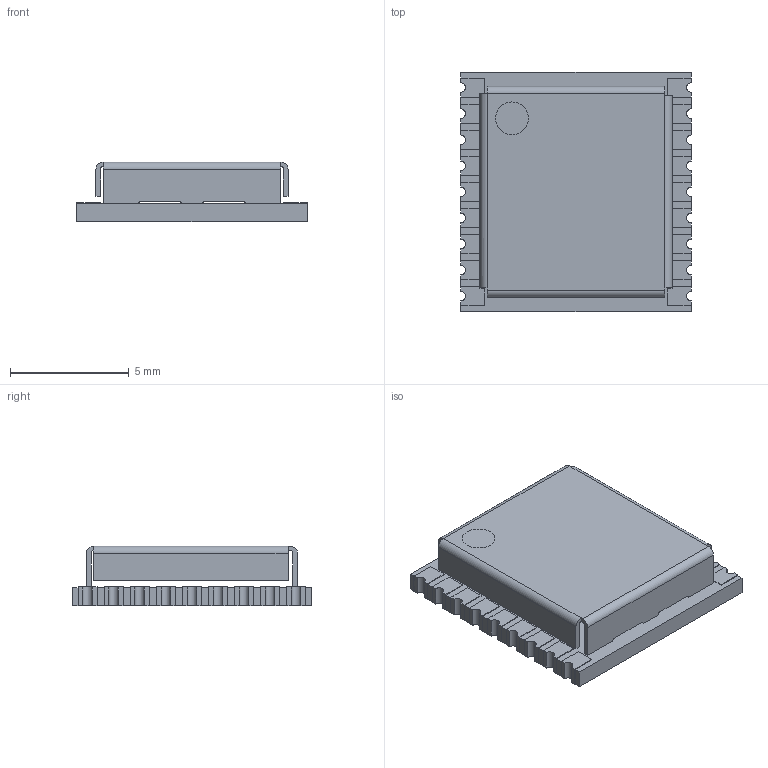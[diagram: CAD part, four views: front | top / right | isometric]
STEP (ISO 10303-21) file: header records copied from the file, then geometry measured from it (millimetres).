
FILE_DESCRIPTION(('FreeCAD Model'),'2;1');
FILE_NAME('ublox_MAX_M8.step','2021-02-10T19:17:30',('kicad StepUp'),('ksu MCAD'), 'Open CASCADE STEP processor 7.3','FreeCAD','Unknown');
FILE_SCHEMA(('AUTOMOTIVE_DESIGN { 1 0 10303 214 1 1 1 1 }'));
Length unit declared in the file: millimetre
Products named in the file (1): ublox_MAX_M8
Bounding box: 9.72 x 10.1 x 2.52 mm (x, y, z)
Volume: 95.2 mm3; surface area: 460 mm2
Topology: 1 solids, 1 shells, 228 faces, 684 edges, 455 vertices
Faces by surface type: plane 193, cylinder 35
Full cylindrical faces by diameter (mm): 1.381 x1
Entity records: 9226 total; most frequent: CARTESIAN_POINT 1368, ORIENTED_EDGE 1368, DIRECTION 1213, EDGE_CURVE 684, LINE 613, VECTOR 613, VERTEX_POINT 455, AXIS2_PLACEMENT_3D 300
